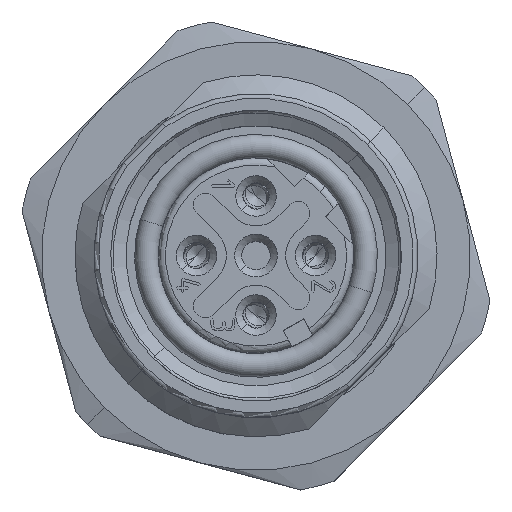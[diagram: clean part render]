
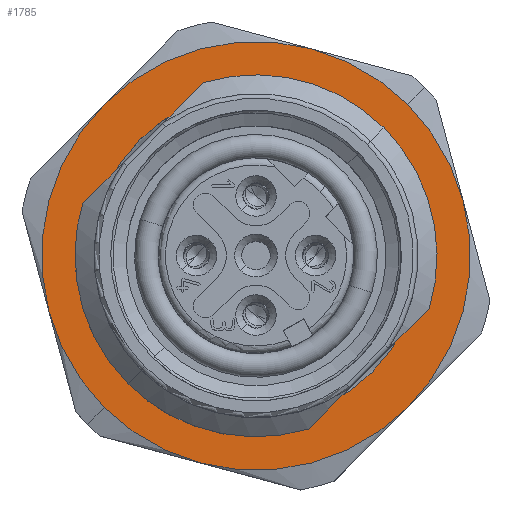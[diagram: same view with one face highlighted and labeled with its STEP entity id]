
A CAD part, top view. The second image highlights one B-rep face of the part: STEP entity #1785.
In plain terms, the highlighted planar face has unit normal (0, 0, 1).
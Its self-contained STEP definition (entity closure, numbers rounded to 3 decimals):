
#1321=AXIS2_PLACEMENT_3D('Circle Axis2P3D',#1319,#1320,$) ;
#1338=AXIS2_PLACEMENT_3D('Circle Axis2P3D',#1336,#1337,$) ;
#1681=AXIS2_PLACEMENT_3D('Circle Axis2P3D',#1679,#1680,$) ;
#1712=AXIS2_PLACEMENT_3D('Circle Axis2P3D',#1710,#1711,$) ;
#1729=AXIS2_PLACEMENT_3D('Circle Axis2P3D',#1727,#1728,$) ;
#1742=AXIS2_PLACEMENT_3D('Plane Axis2P3D',#1739,#1740,#1741) ;
#1746=AXIS2_PLACEMENT_3D('Circle Axis2P3D',#1744,#1745,$) ;
#1751=AXIS2_PLACEMENT_3D('Circle Axis2P3D',#1749,#1750,$) ;
#1756=AXIS2_PLACEMENT_3D('Circle Axis2P3D',#1754,#1755,$) ;
#1763=AXIS2_PLACEMENT_3D('Circle Axis2P3D',#1761,#1762,$) ;
#1768=AXIS2_PLACEMENT_3D('Circle Axis2P3D',#1766,#1767,$) ;
#1283=CARTESIAN_POINT('Vertex',(7.491,1.129,182.3)) ;
#1316=CARTESIAN_POINT('Vertex',(3.456,3.459,182.3)) ;
#1319=CARTESIAN_POINT('Axis2P3D Location',(9.821,9.822,182.3)) ;
#1336=CARTESIAN_POINT('Axis2P3D Location',(9.821,9.822,182.3)) ;
#1340=CARTESIAN_POINT('Vertex',(1.128,7.494,182.3)) ;
#1421=CARTESIAN_POINT('Vertex',(3.458,16.187,182.3)) ;
#1483=CARTESIAN_POINT('Vertex',(12.152,18.515,182.3)) ;
#1569=CARTESIAN_POINT('Vertex',(18.515,12.15,182.3)) ;
#1631=CARTESIAN_POINT('Vertex',(16.184,3.457,182.3)) ;
#1679=CARTESIAN_POINT('Axis2P3D Location',(9.821,9.822,182.3)) ;
#1683=CARTESIAN_POINT('Vertex',(4.941,4.943,182.3)) ;
#1685=CARTESIAN_POINT('Vertex',(14.701,14.7,182.3)) ;
#1710=CARTESIAN_POINT('Axis2P3D Location',(9.821,9.822,182.3)) ;
#1727=CARTESIAN_POINT('Axis2P3D Location',(9.821,9.822,182.3)) ;
#1739=CARTESIAN_POINT('Axis2P3D Location',(9.821,9.822,182.3)) ;
#1744=CARTESIAN_POINT('Axis2P3D Location',(9.821,9.822,182.3)) ;
#1749=CARTESIAN_POINT('Axis2P3D Location',(9.821,9.822,182.3)) ;
#1754=CARTESIAN_POINT('Axis2P3D Location',(9.821,9.822,182.3)) ;
#1758=CARTESIAN_POINT('Vertex',(16.186,16.185,182.3)) ;
#1761=CARTESIAN_POINT('Axis2P3D Location',(9.821,9.822,182.3)) ;
#1766=CARTESIAN_POINT('Axis2P3D Location',(9.821,9.822,182.3)) ;
#1320=DIRECTION('Axis2P3D Direction',(0.,0.,-1.)) ;
#1337=DIRECTION('Axis2P3D Direction',(0.,0.,-1.)) ;
#1680=DIRECTION('Axis2P3D Direction',(0.,0.,-1.)) ;
#1711=DIRECTION('Axis2P3D Direction',(0.,0.,-1.)) ;
#1728=DIRECTION('Axis2P3D Direction',(0.,0.,-1.)) ;
#1740=DIRECTION('Axis2P3D Direction',(0.,0.,1.)) ;
#1741=DIRECTION('Axis2P3D XDirection',(-0.707,-0.707,0.)) ;
#1745=DIRECTION('Axis2P3D Direction',(0.,0.,1.)) ;
#1750=DIRECTION('Axis2P3D Direction',(0.,0.,1.)) ;
#1755=DIRECTION('Axis2P3D Direction',(0.,0.,1.)) ;
#1762=DIRECTION('Axis2P3D Direction',(0.,0.,1.)) ;
#1767=DIRECTION('Axis2P3D Direction',(0.,0.,1.)) ;
#1772=ORIENTED_EDGE('',*,*,#1748,.T.) ;
#1773=ORIENTED_EDGE('',*,*,#1342,.T.) ;
#1774=ORIENTED_EDGE('',*,*,#1323,.T.) ;
#1775=ORIENTED_EDGE('',*,*,#1731,.T.) ;
#1776=ORIENTED_EDGE('',*,*,#1753,.T.) ;
#1777=ORIENTED_EDGE('',*,*,#1760,.T.) ;
#1778=ORIENTED_EDGE('',*,*,#1765,.T.) ;
#1779=ORIENTED_EDGE('',*,*,#1770,.T.) ;
#1782=ORIENTED_EDGE('',*,*,#1714,.T.) ;
#1783=ORIENTED_EDGE('',*,*,#1687,.T.) ;
#1784=FACE_BOUND('',#1781,.T.) ;
#1785=ADVANCED_FACE('1234770070.1\\Hauptkoerper',(#1780,#1784),#1743,.T.) ;
#1322=CIRCLE('generated circle',#1321,9.) ;
#1339=CIRCLE('generated circle',#1338,9.) ;
#1682=CIRCLE('generated circle',#1681,6.9) ;
#1713=CIRCLE('generated circle',#1712,6.9) ;
#1730=CIRCLE('generated circle',#1729,9.) ;
#1747=CIRCLE('generated circle',#1746,9.) ;
#1752=CIRCLE('generated circle',#1751,9.) ;
#1757=CIRCLE('generated circle',#1756,9.) ;
#1764=CIRCLE('generated circle',#1763,9.) ;
#1769=CIRCLE('generated circle',#1768,9.) ;
#1323=EDGE_CURVE('',#1317,#1284,#1322,.F.) ;
#1342=EDGE_CURVE('',#1341,#1317,#1339,.F.) ;
#1687=EDGE_CURVE('',#1684,#1686,#1682,.T.) ;
#1714=EDGE_CURVE('',#1686,#1684,#1713,.T.) ;
#1731=EDGE_CURVE('',#1284,#1632,#1730,.F.) ;
#1748=EDGE_CURVE('',#1422,#1341,#1747,.T.) ;
#1753=EDGE_CURVE('',#1632,#1570,#1752,.T.) ;
#1760=EDGE_CURVE('',#1570,#1759,#1757,.T.) ;
#1765=EDGE_CURVE('',#1759,#1484,#1764,.T.) ;
#1770=EDGE_CURVE('',#1484,#1422,#1769,.T.) ;
#1771=EDGE_LOOP('',(#1772,#1773,#1774,#1775,#1776,#1777,#1778,#1779)) ;
#1781=EDGE_LOOP('',(#1782,#1783)) ;
#1780=FACE_OUTER_BOUND('',#1771,.T.) ;
#1743=PLANE('',#1742) ;
#1284=VERTEX_POINT('',#1283) ;
#1317=VERTEX_POINT('',#1316) ;
#1341=VERTEX_POINT('',#1340) ;
#1422=VERTEX_POINT('',#1421) ;
#1484=VERTEX_POINT('',#1483) ;
#1570=VERTEX_POINT('',#1569) ;
#1632=VERTEX_POINT('',#1631) ;
#1684=VERTEX_POINT('',#1683) ;
#1686=VERTEX_POINT('',#1685) ;
#1759=VERTEX_POINT('',#1758) ;
